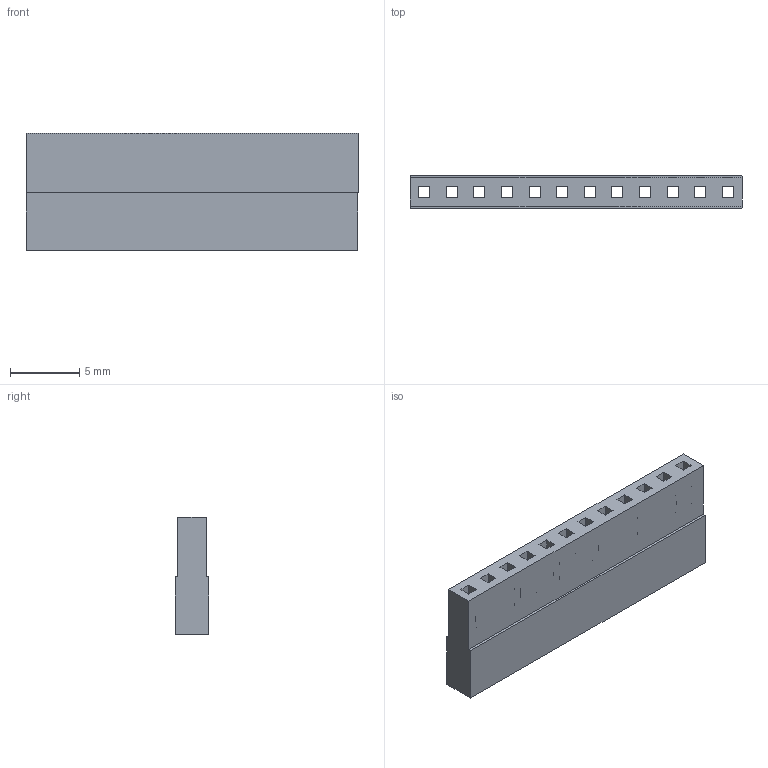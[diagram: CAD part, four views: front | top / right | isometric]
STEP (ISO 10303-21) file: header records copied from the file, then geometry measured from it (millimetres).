
FILE_DESCRIPTION (( 'STEP AP214' ), '1' );
FILE_NAME ('INGUN_116059.STEP', '2024-06-28T05:17:40', ( '' ), ( '' ), 'SwSTEP 2.0', 'SolidWorks 2021', '' );
FILE_SCHEMA (( 'AUTOMOTIVE_DESIGN' ));
Length unit declared in the file: millimetre
Products named in the file (1): INGUN_116059
Bounding box: 24.05 x 2.45 x 8.5 mm (x, y, z)
Volume: 350.7 mm3; surface area: 980.3 mm2
Topology: 1 solids, 1 shells, 226 faces, 600 edges, 400 vertices
Faces by surface type: plane 226
Entity records: 6994 total; most frequent: CARTESIAN_POINT 1227, ORIENTED_EDGE 1200, DIRECTION 1054, VECTOR 600, LINE 600, EDGE_CURVE 600, VERTEX_POINT 400, EDGE_LOOP 298
